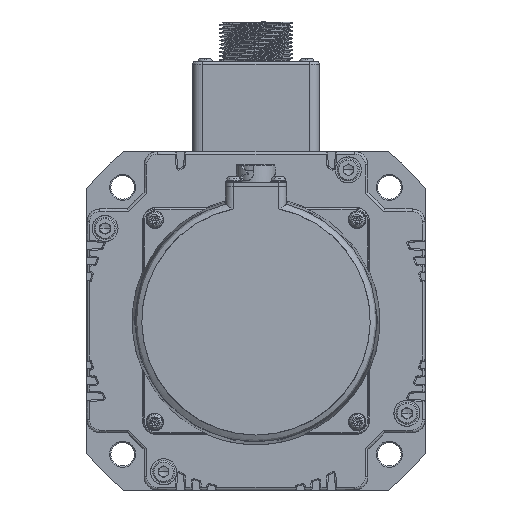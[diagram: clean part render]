
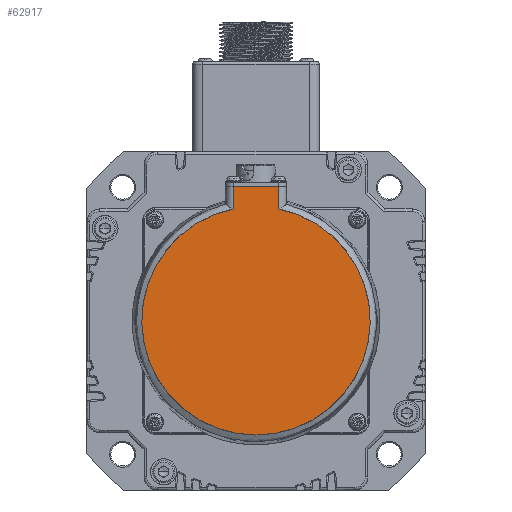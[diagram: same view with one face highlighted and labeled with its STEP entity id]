
A CAD part, front view. The second image highlights one B-rep face of the part: STEP entity #62917.
In plain terms, the highlighted planar face has unit normal (0, -1, 0).
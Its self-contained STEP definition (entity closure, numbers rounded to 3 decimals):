
#57917=CARTESIAN_POINT('',(606.33,-262.,-21.97));
#57918=VERTEX_POINT('',#57917);
#57926=CARTESIAN_POINT('',(606.33,-262.,-13.5));
#57927=VERTEX_POINT('',#57926);
#57928=CARTESIAN_POINT('',(606.33,-262.,-21.97));
#57929=DIRECTION('',(0.,0.,1.));
#57930=VECTOR('',#57929,8.47);
#57931=LINE('',#57928,#57930);
#57932=EDGE_CURVE('',#57918,#57927,#57931,.T.);
#58162=CARTESIAN_POINT('',(623.67,-262.,-13.5));
#58163=VERTEX_POINT('',#58162);
#58171=CARTESIAN_POINT('',(623.67,-262.,-21.97));
#58172=VERTEX_POINT('',#58171);
#58173=CARTESIAN_POINT('',(623.67,-262.,-13.5));
#58174=DIRECTION('',(0.,0.,-1.));
#58175=VECTOR('',#58174,8.47);
#58176=LINE('',#58173,#58175);
#58177=EDGE_CURVE('',#58163,#58172,#58176,.T.);
#62888=CARTESIAN_POINT('',(615.,-262.,-65.));
#62889=DIRECTION('',(0.198,0.,0.98));
#62890=DIRECTION('',(0.,1.,0.));
#62891=AXIS2_PLACEMENT_3D('',#62888,#62890,#62889);
#62892=CIRCLE('',#62891,43.895);
#62893=EDGE_CURVE('',#58172,#57918,#62892,.T.);
#62901=CARTESIAN_POINT('',(615.,-262.,-61.483));
#62902=DIRECTION('',(0.,0.,-1.));
#62903=DIRECTION('',(0.,-1.,0.));
#62904=AXIS2_PLACEMENT_3D('',#62901,#62903,#62902);
#62905=PLANE('',#62904);
#62906=ORIENTED_EDGE('',*,*,#62893,.F.);
#62907=ORIENTED_EDGE('',*,*,#58177,.F.);
#62908=CARTESIAN_POINT('',(623.67,-262.,-13.5));
#62909=DIRECTION('',(-1.,0.,0.));
#62910=VECTOR('',#62909,17.34);
#62911=LINE('',#62908,#62910);
#62912=EDGE_CURVE('',#58163,#57927,#62911,.T.);
#62913=ORIENTED_EDGE('',*,*,#62912,.T.);
#62914=ORIENTED_EDGE('',*,*,#57932,.F.);
#62915=EDGE_LOOP('',(#62906,#62907,#62913,#62914));
#62916=FACE_OUTER_BOUND('',#62915,.T.);
#62917=ADVANCED_FACE('',(#62916),#62905,.T.);
